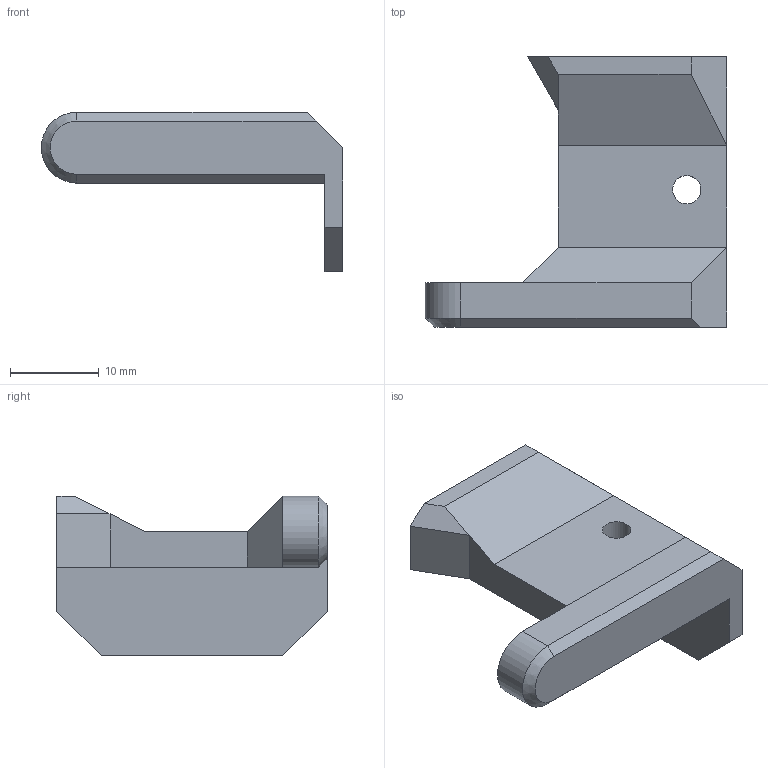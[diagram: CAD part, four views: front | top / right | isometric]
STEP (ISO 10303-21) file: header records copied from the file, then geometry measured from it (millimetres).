
FILE_DESCRIPTION(/* description */ (''),/* implementation_level */ '2;1');
FILE_NAME(/* name */ 'front_mount.stp',/* time_stamp */ '2017-05-10T11:18:05+02:00',/* author */ (''),/* organization */ (''),/* preprocessor_version */ 'ST-DEVELOPER v16.13',/* originating_system */ 'Autodesk Translation Framework v6.1.1.50',/* authorisation */ '');
FILE_SCHEMA (('AUTOMOTIVE_DESIGN { 1 0 10303 214 3 1 1 }'));
Length unit declared in the file: millimetre
Products named in the file (1): front_mount
Bounding box: 34 x 30.5 x 18 mm (x, y, z)
Volume: 4264.2 mm3; surface area: 2924.1 mm2
Topology: 1 solids, 1 shells, 31 faces, 71 edges, 45 vertices
Faces by surface type: plane 25, cylinder 5, cone 1
Full cylindrical faces by diameter (mm): 2.8 x2, 3.2 x1, 6.2 x1
Entity records: 866 total; most frequent: CARTESIAN_POINT 144, DIRECTION 142, ORIENTED_EDGE 134, EDGE_CURVE 67, LINE 56, VECTOR 56, VERTEX_POINT 45, AXIS2_PLACEMENT_3D 43
